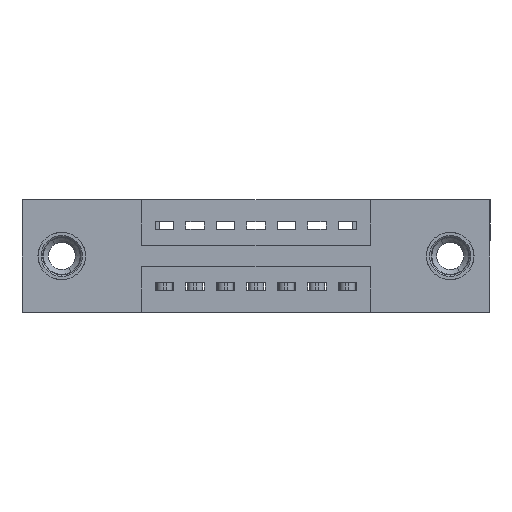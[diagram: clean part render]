
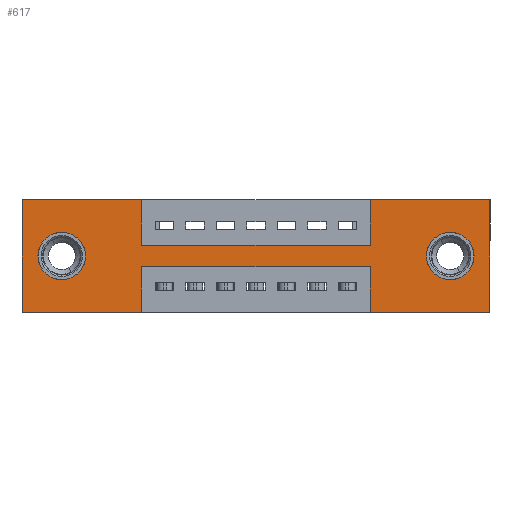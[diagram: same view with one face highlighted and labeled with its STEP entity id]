
A CAD part, front view. The second image highlights one B-rep face of the part: STEP entity #617.
In plain terms, the highlighted planar face has unit normal (0, -1, 0).
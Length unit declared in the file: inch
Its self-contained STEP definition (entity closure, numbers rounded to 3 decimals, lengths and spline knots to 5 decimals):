
#33 = LINE ( 'NONE', #8340, #7199 ) ;
#78 = VERTEX_POINT ( 'NONE', #1338 ) ;
#105 = VECTOR ( 'NONE', #10785, 39.37008 ) ;
#136 = LINE ( 'NONE', #7265, #9788 ) ;
#147 = CARTESIAN_POINT ( 'NONE',  ( 1.1425, 0., -0.37 ) ) ;
#165 = VERTEX_POINT ( 'NONE', #10883 ) ;
#206 = DIRECTION ( 'NONE',  ( -1., 0., 0. ) ) ;
#261 = DIRECTION ( 'NONE',  ( 1., 0., 0. ) ) ;
#288 = DIRECTION ( 'NONE',  ( 0., 0., 1. ) ) ;
#329 = EDGE_LOOP ( 'NONE', ( #6497, #9098, #4211, #1362, #9828, #10619, #2501, #8289, #9943, #3534, #7161, #4091 ) ) ;
#395 = VERTEX_POINT ( 'NONE', #1088 ) ;
#617 = ADVANCED_FACE ( 'NONE', ( #4751, #3399, #4446 ), #7589, .T. ) ;
#727 = AXIS2_PLACEMENT_3D ( 'NONE', #11196, #1036, #10359 ) ;
#909 = ORIENTED_EDGE ( 'NONE', *, *, #2997, .T. ) ;
#921 = DIRECTION ( 'NONE',  ( 0., 0., -1. ) ) ;
#1036 = DIRECTION ( 'NONE',  ( 0., 1., 0. ) ) ;
#1088 = CARTESIAN_POINT ( 'NONE',  ( 1.535, 0., 0. ) ) ;
#1147 = CARTESIAN_POINT ( 'NONE',  ( 0.3925, 0., -0.37 ) ) ;
#1234 = EDGE_CURVE ( 'NONE', #4997, #9937, #1944, .T. ) ;
#1303 = VERTEX_POINT ( 'NONE', #9679 ) ;
#1338 = CARTESIAN_POINT ( 'NONE',  ( 0., 0., -0.37 ) ) ;
#1362 = ORIENTED_EDGE ( 'NONE', *, *, #11562, .F. ) ;
#1723 = DIRECTION ( 'NONE',  ( 1., 0., 0. ) ) ;
#1944 = LINE ( 'NONE', #8732, #2359 ) ;
#2076 = CARTESIAN_POINT ( 'NONE',  ( 0., 0., -0.37 ) ) ;
#2094 = VECTOR ( 'NONE', #8907, 39.37008 ) ;
#2227 = LINE ( 'NONE', #9869, #4862 ) ;
#2250 = CARTESIAN_POINT ( 'NONE',  ( 0.13, 0., -0.107 ) ) ;
#2269 = ORIENTED_EDGE ( 'NONE', *, *, #9460, .T. ) ;
#2359 = VECTOR ( 'NONE', #206, 39.37008 ) ;
#2392 = DIRECTION ( 'NONE',  ( 1., 0., 0. ) ) ;
#2430 = VERTEX_POINT ( 'NONE', #5008 ) ;
#2501 = ORIENTED_EDGE ( 'NONE', *, *, #3433, .F. ) ;
#2797 = CARTESIAN_POINT ( 'NONE',  ( 0.3925, 0., -0.37 ) ) ;
#2847 = DIRECTION ( 'NONE',  ( 0., -1., 0. ) ) ;
#2957 = EDGE_CURVE ( 'NONE', #10797, #10671, #3864, .T. ) ;
#2997 = EDGE_CURVE ( 'NONE', #9999, #10370, #10337, .T. ) ;
#3162 = CARTESIAN_POINT ( 'NONE',  ( 1.1425, 0., -0.22 ) ) ;
#3194 = CARTESIAN_POINT ( 'NONE',  ( 1.405, 0., -0.185 ) ) ;
#3210 = CIRCLE ( 'NONE', #727, 0.078 ) ;
#3399 = FACE_BOUND ( 'NONE', #5126, .T. ) ;
#3433 = EDGE_CURVE ( 'NONE', #4073, #7989, #136, .T. ) ;
#3474 = AXIS2_PLACEMENT_3D ( 'NONE', #3194, #5089, #6063 ) ;
#3534 = ORIENTED_EDGE ( 'NONE', *, *, #6361, .F. ) ;
#3544 = LINE ( 'NONE', #6929, #9578 ) ;
#3729 = EDGE_LOOP ( 'NONE', ( #11319, #909 ) ) ;
#3770 = CARTESIAN_POINT ( 'NONE',  ( 1.405, 0., -0.263 ) ) ;
#3864 = CIRCLE ( 'NONE', #11870, 0.078 ) ;
#3916 = VECTOR ( 'NONE', #4812, 39.37008 ) ;
#4073 = VERTEX_POINT ( 'NONE', #7583 ) ;
#4091 = ORIENTED_EDGE ( 'NONE', *, *, #11943, .F. ) ;
#4165 = EDGE_CURVE ( 'NONE', #4543, #1303, #10039, .T. ) ;
#4197 = DIRECTION ( 'NONE',  ( 0., 0., 1. ) ) ;
#4211 = ORIENTED_EDGE ( 'NONE', *, *, #8241, .F. ) ;
#4365 = CARTESIAN_POINT ( 'NONE',  ( 1.405, 0., -0.107 ) ) ;
#4446 = FACE_OUTER_BOUND ( 'NONE', #329, .T. ) ;
#4543 = VERTEX_POINT ( 'NONE', #9514 ) ;
#4745 = LINE ( 'NONE', #7380, #8863 ) ;
#4751 = FACE_BOUND ( 'NONE', #3729, .T. ) ;
#4812 = DIRECTION ( 'NONE',  ( -1., 0., 0. ) ) ;
#4862 = VECTOR ( 'NONE', #2392, 39.37008 ) ;
#4969 = CARTESIAN_POINT ( 'NONE',  ( 0.13, 0., -0.185 ) ) ;
#4997 = VERTEX_POINT ( 'NONE', #3162 ) ;
#5008 = CARTESIAN_POINT ( 'NONE',  ( 1.535, 0., -0.37 ) ) ;
#5044 = DIRECTION ( 'NONE',  ( 0., 0., -1. ) ) ;
#5089 = DIRECTION ( 'NONE',  ( 0., 1., 0. ) ) ;
#5126 = EDGE_LOOP ( 'NONE', ( #9298, #2269 ) ) ;
#5381 = EDGE_CURVE ( 'NONE', #10370, #9999, #9473, .T. ) ;
#5642 = AXIS2_PLACEMENT_3D ( 'NONE', #7821, #9721, #5044 ) ;
#6014 = DIRECTION ( 'NONE',  ( 0., 1., 0. ) ) ;
#6063 = DIRECTION ( 'NONE',  ( 0., 0., -1. ) ) ;
#6361 = EDGE_CURVE ( 'NONE', #165, #4543, #33, .T. ) ;
#6456 = VECTOR ( 'NONE', #4197, 39.37008 ) ;
#6473 = CARTESIAN_POINT ( 'NONE',  ( 0.3925, 0., -0.22 ) ) ;
#6497 = ORIENTED_EDGE ( 'NONE', *, *, #7559, .F. ) ;
#6793 = CARTESIAN_POINT ( 'NONE',  ( 1.535, 0., 0. ) ) ;
#6868 = LINE ( 'NONE', #2076, #3916 ) ;
#6929 = CARTESIAN_POINT ( 'NONE',  ( 1.1425, 0., -0.37 ) ) ;
#7110 = VECTOR ( 'NONE', #921, 39.37008 ) ;
#7136 = EDGE_CURVE ( 'NONE', #395, #2430, #9866, .T. ) ;
#7161 = ORIENTED_EDGE ( 'NONE', *, *, #10517, .F. ) ;
#7199 = VECTOR ( 'NONE', #261, 39.37008 ) ;
#7265 = CARTESIAN_POINT ( 'NONE',  ( 1.1425, 0., 0. ) ) ;
#7380 = CARTESIAN_POINT ( 'NONE',  ( 0.3925, 0., -0.15 ) ) ;
#7513 = CARTESIAN_POINT ( 'NONE',  ( 0.13, 0., -0.263 ) ) ;
#7559 = EDGE_CURVE ( 'NONE', #9937, #10383, #12026, .T. ) ;
#7582 = LINE ( 'NONE', #7958, #105 ) ;
#7583 = CARTESIAN_POINT ( 'NONE',  ( 1.1425, 0., -0.15 ) ) ;
#7589 = PLANE ( 'NONE',  #11140 ) ;
#7598 = EDGE_CURVE ( 'NONE', #7989, #395, #2227, .T. ) ;
#7680 = CARTESIAN_POINT ( 'NONE',  ( 0., 0., 0. ) ) ;
#7821 = CARTESIAN_POINT ( 'NONE',  ( 1.405, 0., -0.185 ) ) ;
#7867 = DIRECTION ( 'NONE',  ( 0., 0., 1. ) ) ;
#7958 = CARTESIAN_POINT ( 'NONE',  ( 0., 0., -0.37 ) ) ;
#7989 = VERTEX_POINT ( 'NONE', #12014 ) ;
#8152 = EDGE_CURVE ( 'NONE', #1303, #4073, #4745, .T. ) ;
#8241 = EDGE_CURVE ( 'NONE', #10018, #4997, #3544, .T. ) ;
#8289 = ORIENTED_EDGE ( 'NONE', *, *, #8152, .F. ) ;
#8340 = CARTESIAN_POINT ( 'NONE',  ( 0., 0., 0. ) ) ;
#8593 = VECTOR ( 'NONE', #10168, 39.37008 ) ;
#8732 = CARTESIAN_POINT ( 'NONE',  ( 0.3925, 0., -0.22 ) ) ;
#8863 = VECTOR ( 'NONE', #1723, 39.37008 ) ;
#8907 = DIRECTION ( 'NONE',  ( 0., 0., -1. ) ) ;
#8958 = DIRECTION ( 'NONE',  ( 0., 0., 1. ) ) ;
#9098 = ORIENTED_EDGE ( 'NONE', *, *, #1234, .F. ) ;
#9298 = ORIENTED_EDGE ( 'NONE', *, *, #2957, .T. ) ;
#9439 = DIRECTION ( 'NONE',  ( 0., 0., -1. ) ) ;
#9460 = EDGE_CURVE ( 'NONE', #10671, #10797, #3210, .T. ) ;
#9473 = CIRCLE ( 'NONE', #5642, 0.078 ) ;
#9514 = CARTESIAN_POINT ( 'NONE',  ( 0.3925, 0., 0. ) ) ;
#9578 = VECTOR ( 'NONE', #7867, 39.37008 ) ;
#9679 = CARTESIAN_POINT ( 'NONE',  ( 0.3925, 0., -0.15 ) ) ;
#9721 = DIRECTION ( 'NONE',  ( 0., 1., 0. ) ) ;
#9788 = VECTOR ( 'NONE', #8958, 39.37008 ) ;
#9828 = ORIENTED_EDGE ( 'NONE', *, *, #7136, .F. ) ;
#9866 = LINE ( 'NONE', #6793, #7110 ) ;
#9869 = CARTESIAN_POINT ( 'NONE',  ( 0., 0., 0. ) ) ;
#9937 = VERTEX_POINT ( 'NONE', #6473 ) ;
#9943 = ORIENTED_EDGE ( 'NONE', *, *, #4165, .F. ) ;
#9999 = VERTEX_POINT ( 'NONE', #3770 ) ;
#10018 = VERTEX_POINT ( 'NONE', #147 ) ;
#10039 = LINE ( 'NONE', #10983, #8593 ) ;
#10168 = DIRECTION ( 'NONE',  ( 0., 0., -1. ) ) ;
#10337 = CIRCLE ( 'NONE', #3474, 0.078 ) ;
#10359 = DIRECTION ( 'NONE',  ( 0., 0., 1. ) ) ;
#10370 = VERTEX_POINT ( 'NONE', #4365 ) ;
#10383 = VERTEX_POINT ( 'NONE', #2797 ) ;
#10418 = CARTESIAN_POINT ( 'NONE',  ( 0., 0., -0.37 ) ) ;
#10517 = EDGE_CURVE ( 'NONE', #78, #165, #11386, .T. ) ;
#10619 = ORIENTED_EDGE ( 'NONE', *, *, #7598, .F. ) ;
#10671 = VERTEX_POINT ( 'NONE', #7513 ) ;
#10785 = DIRECTION ( 'NONE',  ( -1., 0., 0. ) ) ;
#10797 = VERTEX_POINT ( 'NONE', #2250 ) ;
#10883 = CARTESIAN_POINT ( 'NONE',  ( 0., 0., 0. ) ) ;
#10983 = CARTESIAN_POINT ( 'NONE',  ( 0.3925, 0., 0. ) ) ;
#11140 = AXIS2_PLACEMENT_3D ( 'NONE', #10418, #2847, #9439 ) ;
#11196 = CARTESIAN_POINT ( 'NONE',  ( 0.13, 0., -0.185 ) ) ;
#11319 = ORIENTED_EDGE ( 'NONE', *, *, #5381, .T. ) ;
#11386 = LINE ( 'NONE', #7680, #6456 ) ;
#11562 = EDGE_CURVE ( 'NONE', #2430, #10018, #6868, .T. ) ;
#11870 = AXIS2_PLACEMENT_3D ( 'NONE', #4969, #6014, #288 ) ;
#11943 = EDGE_CURVE ( 'NONE', #10383, #78, #7582, .T. ) ;
#12014 = CARTESIAN_POINT ( 'NONE',  ( 1.1425, 0., 0. ) ) ;
#12026 = LINE ( 'NONE', #1147, #2094 ) ;
